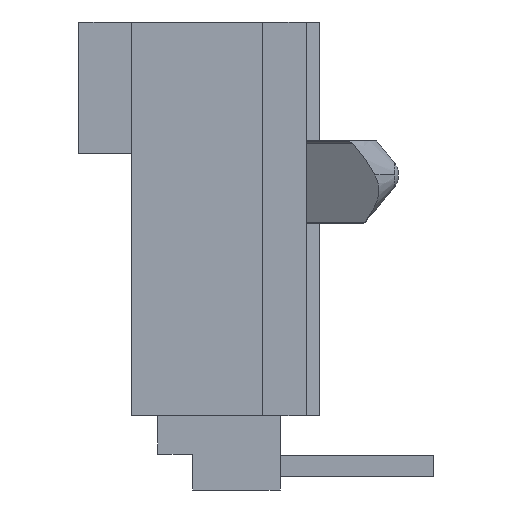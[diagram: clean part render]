
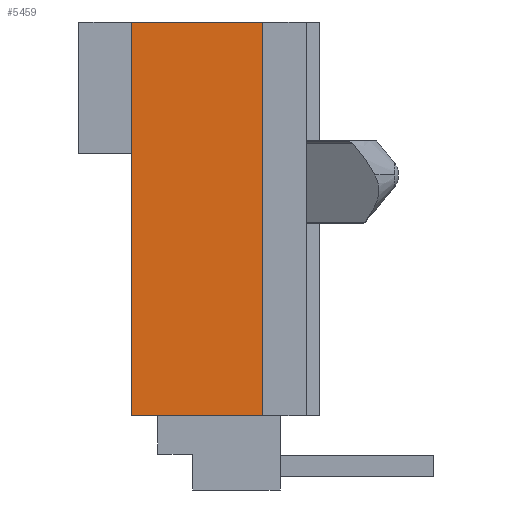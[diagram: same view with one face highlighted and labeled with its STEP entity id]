
A CAD part, left-side view. The second image highlights one B-rep face of the part: STEP entity #5459.
In plain terms, the highlighted planar face has unit normal (-1, 0, 0).
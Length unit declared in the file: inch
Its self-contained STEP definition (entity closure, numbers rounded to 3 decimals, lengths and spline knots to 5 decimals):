
#159 = ORIENTED_EDGE ( 'NONE', *, *, #5001, .T. ) ;
#163 = CARTESIAN_POINT ( 'NONE',  ( -0.2, 0.1, -0.225 ) ) ;
#442 = EDGE_LOOP ( 'NONE', ( #1700, #2723, #159, #660 ) ) ;
#596 = DIRECTION ( 'NONE',  ( 0., 0., 1. ) ) ;
#660 = ORIENTED_EDGE ( 'NONE', *, *, #3109, .T. ) ;
#680 = VERTEX_POINT ( 'NONE', #1460 ) ;
#682 = LINE ( 'NONE', #5426, #1306 ) ;
#960 = DIRECTION ( 'NONE',  ( 0., -1., 0. ) ) ;
#973 = VERTEX_POINT ( 'NONE', #3321 ) ;
#1001 = VERTEX_POINT ( 'NONE', #2811 ) ;
#1306 = VECTOR ( 'NONE', #596, 39.37008 ) ;
#1372 = VECTOR ( 'NONE', #4776, 39.37008 ) ;
#1460 = CARTESIAN_POINT ( 'NONE',  ( -0.2, -0.05, 0.225 ) ) ;
#1463 = EDGE_CURVE ( 'NONE', #1001, #3049, #3299, .T. ) ;
#1654 = CARTESIAN_POINT ( 'NONE',  ( -0.2, 0.1, -0.225 ) ) ;
#1700 = ORIENTED_EDGE ( 'NONE', *, *, #1463, .F. ) ;
#1832 = VECTOR ( 'NONE', #5363, 39.37008 ) ;
#2028 = VECTOR ( 'NONE', #960, 39.37008 ) ;
#2070 = CARTESIAN_POINT ( 'NONE',  ( -0.2, 0.1, -0.225 ) ) ;
#2188 = LINE ( 'NONE', #2829, #1832 ) ;
#2511 = LINE ( 'NONE', #163, #2028 ) ;
#2539 = DIRECTION ( 'NONE',  ( 0., 0., 1. ) ) ;
#2723 = ORIENTED_EDGE ( 'NONE', *, *, #3665, .T. ) ;
#2811 = CARTESIAN_POINT ( 'NONE',  ( -0.2, 0.1, -0.225 ) ) ;
#2829 = CARTESIAN_POINT ( 'NONE',  ( -0.2, 0.1, 0.225 ) ) ;
#3049 = VERTEX_POINT ( 'NONE', #3441 ) ;
#3109 = EDGE_CURVE ( 'NONE', #680, #3049, #2188, .T. ) ;
#3299 = LINE ( 'NONE', #2070, #1372 ) ;
#3321 = CARTESIAN_POINT ( 'NONE',  ( -0.2, -0.05, -0.225 ) ) ;
#3441 = CARTESIAN_POINT ( 'NONE',  ( -0.2, 0.1, 0.225 ) ) ;
#3665 = EDGE_CURVE ( 'NONE', #1001, #973, #2511, .T. ) ;
#3673 = FACE_OUTER_BOUND ( 'NONE', #442, .T. ) ;
#3769 = PLANE ( 'NONE',  #4511 ) ;
#3787 = DIRECTION ( 'NONE',  ( -1., 0., 0. ) ) ;
#4511 = AXIS2_PLACEMENT_3D ( 'NONE', #1654, #3787, #2539 ) ;
#4776 = DIRECTION ( 'NONE',  ( 0., 0., 1. ) ) ;
#5001 = EDGE_CURVE ( 'NONE', #973, #680, #682, .T. ) ;
#5363 = DIRECTION ( 'NONE',  ( 0., 1., 0. ) ) ;
#5426 = CARTESIAN_POINT ( 'NONE',  ( -0.2, -0.05, -0.225 ) ) ;
#5459 = ADVANCED_FACE ( 'NONE', ( #3673 ), #3769, .T. ) ;
